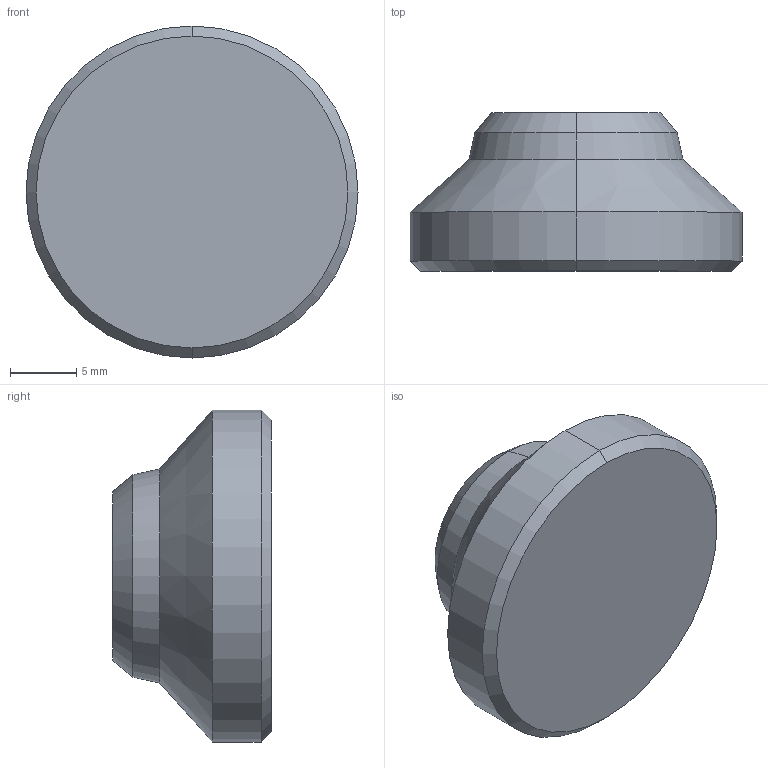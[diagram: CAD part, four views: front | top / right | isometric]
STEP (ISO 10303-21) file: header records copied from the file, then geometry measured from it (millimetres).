
FILE_DESCRIPTION(('HOOPS Exchange Step'),'2;1');
FILE_NAME('export-E4C175C9-DCE0-4A91-9DE7-AECFF493029C.stp','2022-04-11T22:59:54+03:00',('othaa'),('Alibre'),'HOOPS Exchange 2020.1','Alibre','Unknown authorisation');
FILE_SCHEMA( ('AP242_MANAGED_MODEL_BASED_3D_ENGINEERING_MIM_LF {1 0 10303 442 1 1 4 }') );
Length unit declared in the file: millimetre
Products named in the file (1): Leg (top foot)
Bounding box: 25 x 11.94 x 25 mm (x, y, z)
Volume: 3626.8 mm3; surface area: 1658.2 mm2
Topology: 1 solids, 1 shells, 16 faces, 36 edges, 19 vertices
Faces by surface type: cone 8, sphere 4, cylinder 2, plane 2
Entity records: 452 total; most frequent: DIRECTION 90, CARTESIAN_POINT 69, ORIENTED_EDGE 64, AXIS2_PLACEMENT_3D 40, EDGE_CURVE 32, CIRCLE 22, VERTEX_POINT 19, EDGE_LOOP 17
